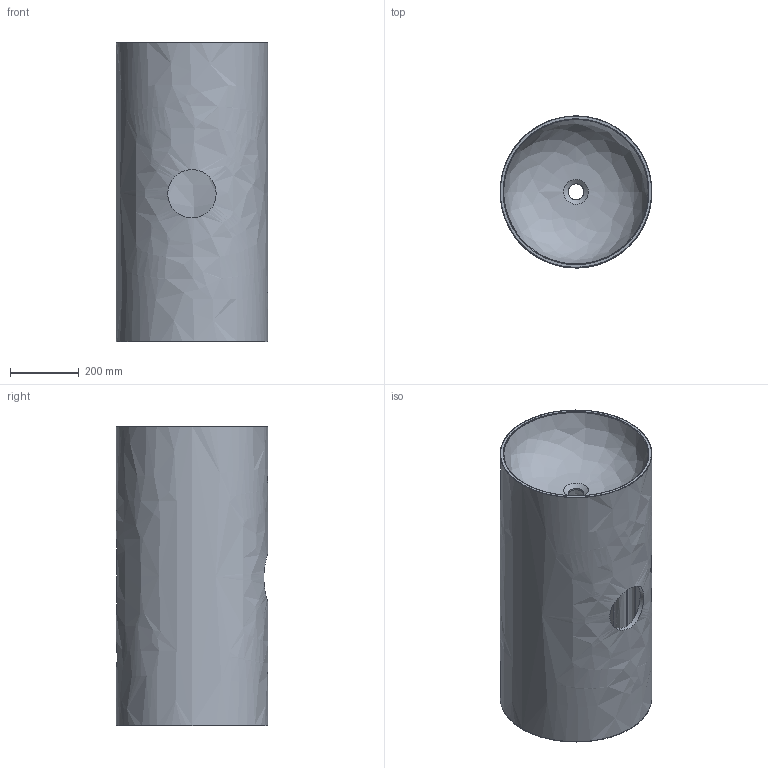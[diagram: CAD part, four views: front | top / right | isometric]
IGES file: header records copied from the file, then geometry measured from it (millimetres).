
Global section: file name: 42HONYX D44x87.igs; native system: Rhinoceros ( Jan  9 2023 ); preprocessor: Trout Lake IGES 012 Jan  9 2023; date: 230202.145205; units: millimetre
Bounding box: 440 x 440 x 870 mm (x, y, z)
Surface area: 2637175.9 mm2 (no closed solid volume)
Topology: 0 solids, 0 shells, 57 faces, 647 edges, 623 vertices
Faces by surface type: bspline 57
